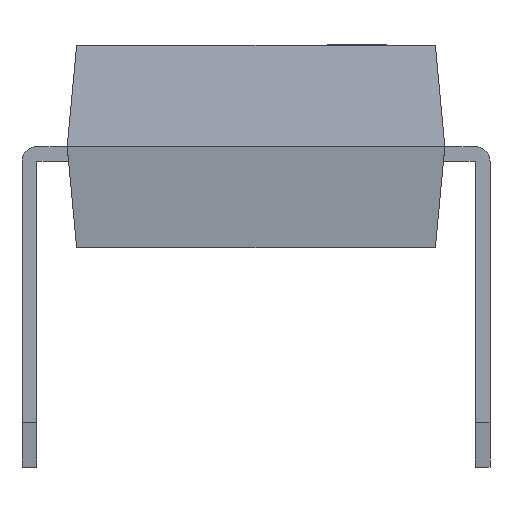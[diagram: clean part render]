
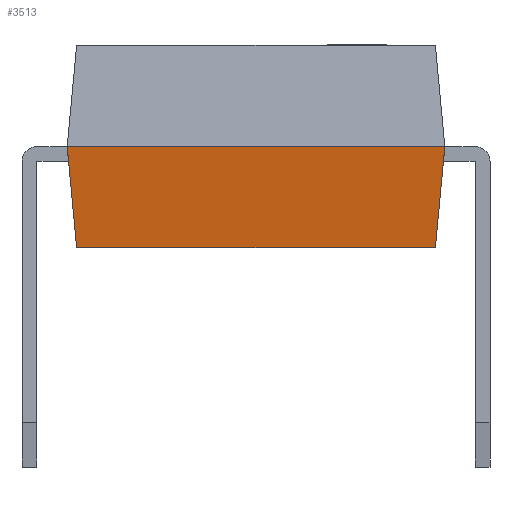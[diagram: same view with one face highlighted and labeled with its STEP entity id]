
A CAD part, front view. The second image highlights one B-rep face of the part: STEP entity #3513.
In plain terms, the highlighted free-form (B-spline) face has degree [1, 1] with [2, 2] control points.
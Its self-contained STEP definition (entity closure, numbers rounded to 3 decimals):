
#864 = VERTEX_POINT('',#865);
#865 = CARTESIAN_POINT('',(3.175,-4.795,2.21));
#886 = EDGE_CURVE('',#887,#864,#889,.T.);
#887 = VERTEX_POINT('',#888);
#888 = CARTESIAN_POINT('',(-3.175,-4.795,2.21));
#889 = LINE('',#890,#891);
#890 = CARTESIAN_POINT('',(-3.175,-4.795,2.21));
#891 = VECTOR('',#892,1.);
#892 = DIRECTION('',(1.,0.,0.));
#3260 = EDGE_CURVE('',#864,#3261,#3263,.T.);
#3261 = VERTEX_POINT('',#3262);
#3262 = CARTESIAN_POINT('',(3.016,-4.555,0.51));
#3263 = B_SPLINE_CURVE_WITH_KNOTS('',1,(#3264,#3265),.UNSPECIFIED.,.F.,
  .F.,(2,2),(0.,1.),.PIECEWISE_BEZIER_KNOTS.);
#3264 = CARTESIAN_POINT('',(3.175,-4.795,2.21));
#3265 = CARTESIAN_POINT('',(3.016,-4.555,0.51));
#3513 = ADVANCED_FACE('',(#3514),#3531,.F.);
#3514 = FACE_BOUND('',#3515,.F.);
#3515 = EDGE_LOOP('',(#3516,#3517,#3518,#3526));
#3516 = ORIENTED_EDGE('',*,*,#886,.T.);
#3517 = ORIENTED_EDGE('',*,*,#3260,.T.);
#3518 = ORIENTED_EDGE('',*,*,#3519,.F.);
#3519 = EDGE_CURVE('',#3520,#3261,#3522,.T.);
#3520 = VERTEX_POINT('',#3521);
#3521 = CARTESIAN_POINT('',(-3.016,-4.555,0.51));
#3522 = LINE('',#3523,#3524);
#3523 = CARTESIAN_POINT('',(-3.016,-4.555,0.51));
#3524 = VECTOR('',#3525,1.);
#3525 = DIRECTION('',(1.,0.,0.));
#3526 = ORIENTED_EDGE('',*,*,#3527,.F.);
#3527 = EDGE_CURVE('',#887,#3520,#3528,.T.);
#3528 = B_SPLINE_CURVE_WITH_KNOTS('',1,(#3529,#3530),.UNSPECIFIED.,.F.,
  .F.,(2,2),(0.,1.),.PIECEWISE_BEZIER_KNOTS.);
#3529 = CARTESIAN_POINT('',(-3.175,-4.795,2.21));
#3530 = CARTESIAN_POINT('',(-3.016,-4.555,0.51));
#3531 = B_SPLINE_SURFACE_WITH_KNOTS('',1,1,(
    (#3532,#3533)
    ,(#3534,#3535
    )),.UNSPECIFIED.,.F.,.F.,.F.,(2,2),(2,2),(0.,6.35),(0.,1.),
  .PIECEWISE_BEZIER_KNOTS.);
#3532 = CARTESIAN_POINT('',(-3.175,-4.795,2.21));
#3533 = CARTESIAN_POINT('',(-3.016,-4.555,0.51));
#3534 = CARTESIAN_POINT('',(3.175,-4.795,2.21));
#3535 = CARTESIAN_POINT('',(3.016,-4.555,0.51));
